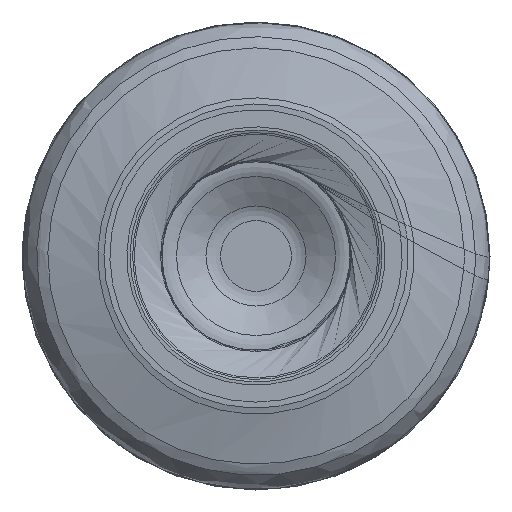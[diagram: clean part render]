
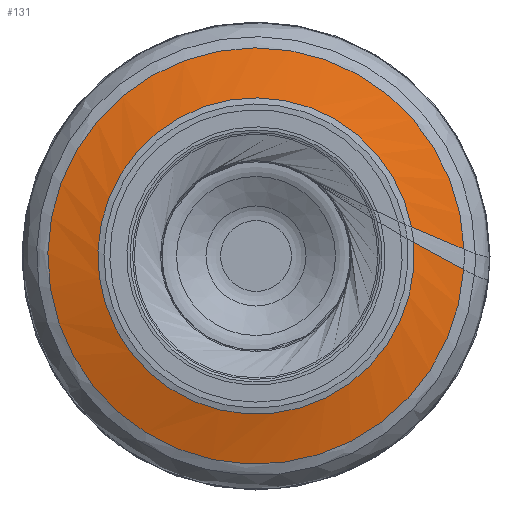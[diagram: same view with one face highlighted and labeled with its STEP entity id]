
A CAD part, left-side view. The second image highlights one B-rep face of the part: STEP entity #131.
In plain terms, the highlighted free-form (B-spline) face has degree [1, 3] with [2, 7] control points.
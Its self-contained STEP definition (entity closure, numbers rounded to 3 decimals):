
#131=ADVANCED_FACE('',(#272),#210,.F.);
#210=(
BOUNDED_SURFACE()
B_SPLINE_SURFACE(1,3,((#1919,#1920,#1921,#1922,#1923,#1924,#1925),(#1926,
#1927,#1928,#1929,#1930,#1931,#1932)),.UNSPECIFIED.,.F.,.F.,.F.)
B_SPLINE_SURFACE_WITH_KNOTS((2,2),(4,3,4),(0.,1.),(0.,0.5,1.),
 .UNSPECIFIED.)
GEOMETRIC_REPRESENTATION_ITEM()
RATIONAL_B_SPLINE_SURFACE(((1.,0.35,0.35,1.,0.35,
0.35,1.),(1.,0.35,0.35,1.,0.35,
0.35,1.)))
REPRESENTATION_ITEM('')
SURFACE()
);
#272=FACE_OUTER_BOUND('',#336,.T.);
#336=EDGE_LOOP('',(#614,#615,#616,#617));
#398=CIRCLE('',#1089,5.406);
#441=CIRCLE('',#1132,7.117);
#614=ORIENTED_EDGE('',*,*,#851,.F.);
#615=ORIENTED_EDGE('',*,*,#939,.F.);
#616=ORIENTED_EDGE('',*,*,#852,.F.);
#617=ORIENTED_EDGE('',*,*,#845,.T.);
#766=VERTEX_POINT('',#1460);
#768=VERTEX_POINT('',#1463);
#770=VERTEX_POINT('',#1492);
#771=VERTEX_POINT('',#1493);
#845=EDGE_CURVE('',#768,#766,#398,.T.);
#851=EDGE_CURVE('',#770,#766,#986,.T.);
#852=EDGE_CURVE('',#768,#771,#987,.T.);
#939=EDGE_CURVE('',#771,#770,#441,.T.);
#986=LINE('',#1494,#1038);
#987=LINE('',#1495,#1039);
#1038=VECTOR('',#1208,1.);
#1039=VECTOR('',#1209,1.);
#1089=AXIS2_PLACEMENT_3D('',#1462,#1197,#1198);
#1132=AXIS2_PLACEMENT_3D('',#1918,#1334,#1335);
#1197=DIRECTION('',(1.,0.,0.));
#1198=DIRECTION('',(0.,-0.996,0.087));
#1208=DIRECTION('',(-0.239,0.894,0.378));
#1209=DIRECTION('',(0.239,-0.853,-0.463));
#1334=DIRECTION('',(1.,0.,0.));
#1335=DIRECTION('',(0.,-0.998,-0.065));
#1460=CARTESIAN_POINT('',(0.094,-5.314,0.992));
#1462=CARTESIAN_POINT('',(0.094,0.,0.));
#1463=CARTESIAN_POINT('',(0.094,-5.386,0.47));
#1492=CARTESIAN_POINT('',(0.575,-7.113,0.232));
#1493=CARTESIAN_POINT('',(0.575,-7.102,-0.461));
#1494=CARTESIAN_POINT('',(0.094,-5.314,0.992));
#1495=CARTESIAN_POINT('',(0.094,-5.386,0.47));
#1918=CARTESIAN_POINT('',(0.575,0.,0.));
#1919=CARTESIAN_POINT('',(0.094,-5.386,0.47));
#1920=CARTESIAN_POINT('',(0.094,-6.282,-9.798));
#1921=CARTESIAN_POINT('',(0.094,3.961,-10.944));
#1922=CARTESIAN_POINT('',(0.094,5.356,-0.732));
#1923=CARTESIAN_POINT('',(0.094,6.751,9.481));
#1924=CARTESIAN_POINT('',(0.094,-3.424,11.124));
#1925=CARTESIAN_POINT('',(0.094,-5.314,0.992));
#1926=CARTESIAN_POINT('',(0.575,-7.102,-0.461));
#1927=CARTESIAN_POINT('',(0.575,-6.222,-14.002));
#1928=CARTESIAN_POINT('',(0.575,7.335,-13.452));
#1929=CARTESIAN_POINT('',(0.575,7.116,0.115));
#1930=CARTESIAN_POINT('',(0.575,6.897,13.682));
#1931=CARTESIAN_POINT('',(0.575,-6.671,13.793));
#1932=CARTESIAN_POINT('',(0.575,-7.113,0.232));
